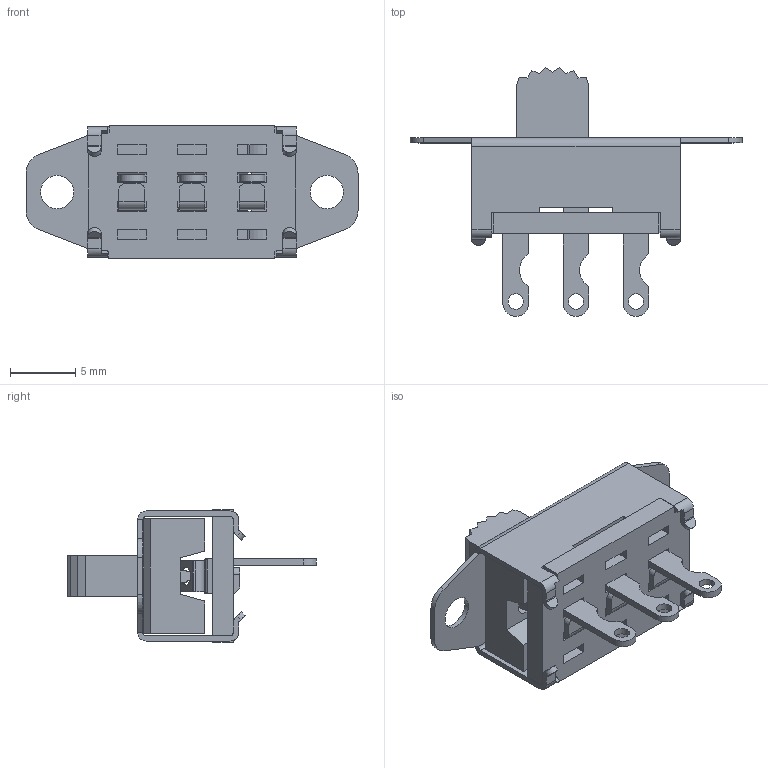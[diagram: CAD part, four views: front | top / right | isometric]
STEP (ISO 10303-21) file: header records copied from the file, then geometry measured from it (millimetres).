
FILE_DESCRIPTION(/* description */ (''),/* implementation_level */ '2;1');
FILE_NAME(/* name */ 'GF-124-0000_3D Model.stp',/* time_stamp */ '2023-10-02T09:21:11-04:00',/* author */ ('dwiltbank'),/* organization */ (''),/* preprocessor_version */ 'ST-DEVELOPER v19.2',/* originating_system */ 'Autodesk Inventor 2024',/* authorisation */ '');
FILE_SCHEMA (('AUTOMOTIVE_DESIGN { 1 0 10303 214 3 1 1 }'));
Length unit declared in the file: inch
Products named in the file (1): GF-124-0000_Shrinkwrap_1
Bounding box: 25.4 x 19.04 x 10.16 mm (x, y, z)
Volume: 878.7 mm3; surface area: 2067 mm2
Topology: 1 solids, 1 shells, 388 faces, 1157 edges, 756 vertices
Faces by surface type: plane 266, cylinder 122
Full cylindrical faces by diameter (mm): 1.168 x3, 1.6 x2, 2.54 x2
Entity records: 13569 total; most frequent: CARTESIAN_POINT 2328, ORIENTED_EDGE 2314, DIRECTION 2187, EDGE_CURVE 1157, LINE 897, VECTOR 897, VERTEX_POINT 756, AXIS2_PLACEMENT_3D 645
